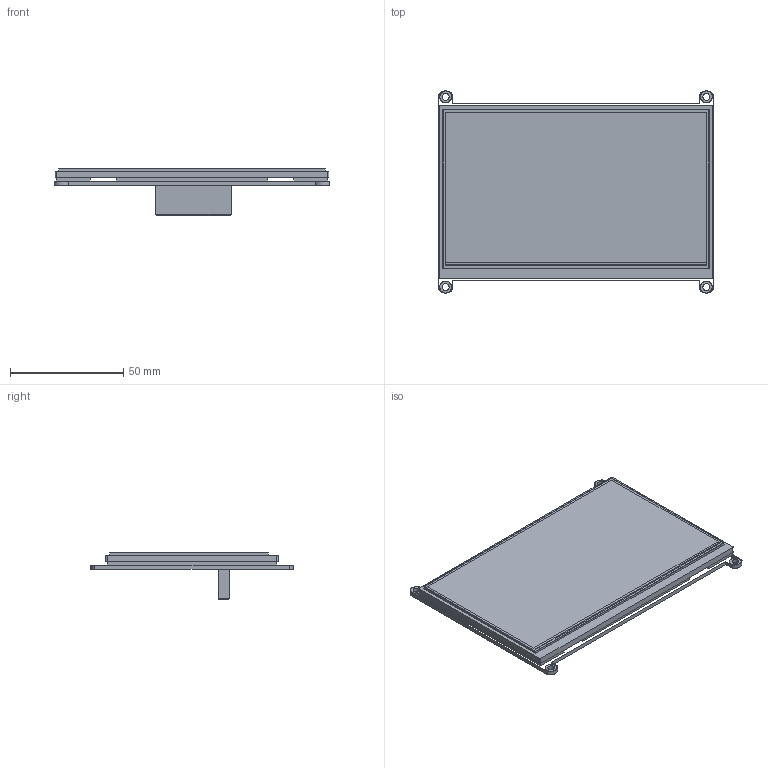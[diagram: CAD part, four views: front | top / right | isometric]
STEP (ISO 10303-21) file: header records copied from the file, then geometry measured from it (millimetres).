
FILE_DESCRIPTION((''),'2;1');
FILE_NAME('VARSAYLAN0_ASM','2024-08-03T16:55:30',('iamar'),(''),'CREO PARAMETRIC BY PTC INC, 2022073','CREO PARAMETRIC BY PTC INC, 2022073','');
FILE_SCHEMA(('CONFIG_CONTROL_DESIGN'));
Length unit declared in the file: millimetre
Products named in the file (10): IMPORTED4; IMPORTED5; IMPORTED6; IMPORTED7; IMPORTED8; IMPORTED9; IMPORTED1; IMPORTED2; IMPORTED3; VARSAYLAN0_ASM
Assembly tree (9 placements, depth 2):
  VARSAYLAN0_ASM
    IMPORTED4
    IMPORTED5
    IMPORTED6
    IMPORTED7
    IMPORTED8
    IMPORTED9
    IMPORTED1
    IMPORTED2
    IMPORTED3
Bounding box: 121 x 89.2 x 20.3 mm (x, y, z)
Volume: 59280.6 mm3; surface area: 83322.4 mm2
Topology: 9 solids, 9 shells, 303 faces, 746 edges, 464 vertices
Faces by surface type: plane 287, cylinder 16
Entity records: 9184 total; most frequent: CARTESIAN_POINT 1737, ORIENTED_EDGE 1492, DIRECTION 1414, EDGE_CURVE 746, VECTOR 690, LINE 690, VERTEX_POINT 464, EDGE_LOOP 366
